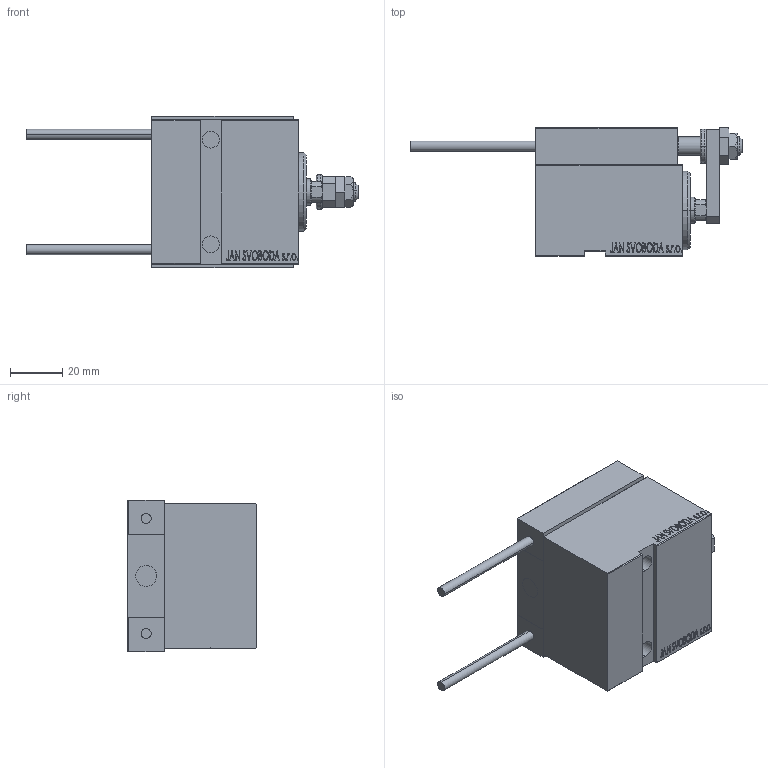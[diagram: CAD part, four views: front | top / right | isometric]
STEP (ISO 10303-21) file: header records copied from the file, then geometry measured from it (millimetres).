
FILE_DESCRIPTION (( 'STEP AP203' ), '1' );
FILE_NAME ('eb08.STEP', '2024-02-12T13:49:29', ( '' ), ( '' ), 'SwSTEP 2.0', 'SolidWorks 2019', '' );
FILE_SCHEMA (( 'CONFIG_CONTROL_DESIGN' ));
Length unit declared in the file: millimetre
Products named in the file (16): MAGNET a885edef7712917fef78678f0704cb21; V450CM_E_VCP a885edef7712917fef78678f0704cb21; ALLEN BOLT D5 a885edef7712917fef78678f0704cb21; V450CM_E_Body a885edef7712917fef78678f0704cb21; V450CM_VC_B a885edef7712917fef78678f0704cb21; SWITCH X a885edef7712917fef78678f0704cb21; SWITCH DIM B,W a885edef7712917fef78678f0704cb21; ZARAZKA a885edef7712917fef78678f0704cb21; eb08; NUT_D12 a885edef7712917fef78678f0704cb21; KONCOVKA a885edef7712917fef78678f0704cb21; Block a885edef7712917fef78678f0704cb21; ALLEN BOLT D8 a885edef7712917fef78678f0704cb21; TYC_L79 a885edef7712917fef78678f0704cb21; NUT_D10 a885edef7712917fef78678f0704cb21; SWITCH_X_FRONT_BACK a885edef7712917fef78678f0704cb21
Assembly tree (25 placements, depth 3):
  eb08
    V450CM_E_Body a885edef7712917fef78678f0704cb21
    V450CM_E_VCP a885edef7712917fef78678f0704cb21
    V450CM_VC_B a885edef7712917fef78678f0704cb21
    SWITCH X a885edef7712917fef78678f0704cb21
      SWITCH_X_FRONT_BACK a885edef7712917fef78678f0704cb21  x2
      TYC_L79 a885edef7712917fef78678f0704cb21
      Block a885edef7712917fef78678f0704cb21  x2
      ALLEN BOLT D5 a885edef7712917fef78678f0704cb21  x4
      ALLEN BOLT D8 a885edef7712917fef78678f0704cb21  x4
      MAGNET a885edef7712917fef78678f0704cb21  x2
      KONCOVKA a885edef7712917fef78678f0704cb21  x2
    SWITCH DIM B,W a885edef7712917fef78678f0704cb21
    ZARAZKA a885edef7712917fef78678f0704cb21
    NUT_D10 a885edef7712917fef78678f0704cb21
    NUT_D12 a885edef7712917fef78678f0704cb21
Bounding box: 126.7 x 49 x 58 mm (x, y, z)
Volume: 143909 mm3; surface area: 47232.6 mm2
Topology: 24 solids, 24 shells, 1286 faces, 3084 edges, 1970 vertices
Faces by surface type: plane 569, bspline 380, cylinder 176, cone 113, torus 44, sphere 4
Entity records: 49919 total; most frequent: CARTESIAN_POINT 25466, ORIENTED_EDGE 5188, DIRECTION 3455, EDGE_CURVE 2594, VERTEX_POINT 1694, LINE 1505, VECTOR 1505, EDGE_LOOP 1190
